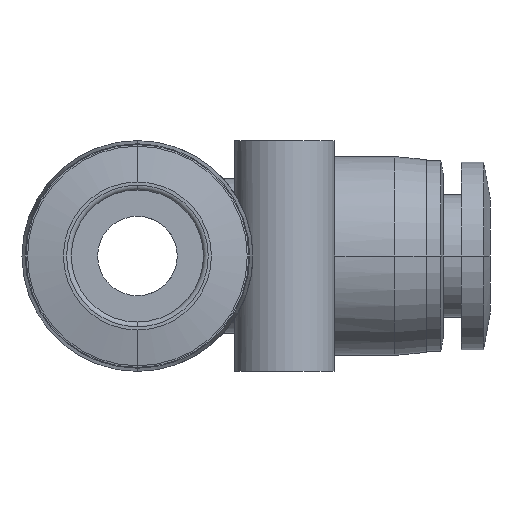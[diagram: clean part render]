
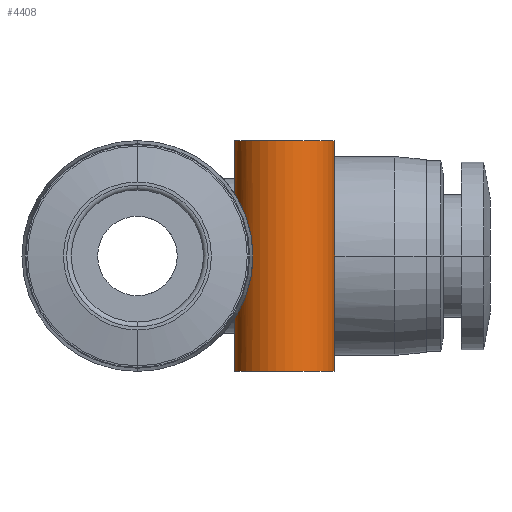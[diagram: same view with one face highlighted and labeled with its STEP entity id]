
A CAD part, front view. The second image highlights one B-rep face of the part: STEP entity #4408.
In plain terms, the highlighted cylindrical face has radius 3.15 mm (diameter 6.3 mm), a partial arc.
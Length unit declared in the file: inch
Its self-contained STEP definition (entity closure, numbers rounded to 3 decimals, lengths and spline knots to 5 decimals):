
#30 = ORIENTED_EDGE ( 'NONE', *, *, #575, .F. ) ;
#31 = DIRECTION ( 'NONE',  ( 1., 0., 0. ) ) ;
#156 = CARTESIAN_POINT ( 'NONE',  ( 0.26171, -0.87916, 0.11416 ) ) ;
#183 = CARTESIAN_POINT ( 'NONE',  ( 0.27032, -0.89024, 0.092 ) ) ;
#383 = CARTESIAN_POINT ( 'NONE',  ( 0.27287, -0.89305, 0.08415 ) ) ;
#418 = CARTESIAN_POINT ( 'NONE',  ( 0.26471, -0.88326, 0.10708 ) ) ;
#438 = CARTESIAN_POINT ( 'NONE',  ( 0.27731, -0.89762, 0.06814 ) ) ;
#526 = CARTESIAN_POINT ( 'NONE',  ( 0.48819, -0.80906, 0.28543 ) ) ;
#575 = EDGE_CURVE ( 'NONE', #2706, #4337, #3217, .T. ) ;
#601 = DIRECTION ( 'NONE',  ( 0., 0., 1. ) ) ;
#608 = CARTESIAN_POINT ( 'NONE',  ( 0.2792, -0.89941, 0.05994 ) ) ;
#726 = CARTESIAN_POINT ( 'NONE',  ( 0.24016, -0.80906, 0.28543 ) ) ;
#842 = DIRECTION ( 'NONE',  ( 0., 0., 1. ) ) ;
#860 = CARTESIAN_POINT ( 'NONE',  ( 0.28543, -0.90487, 0.01729 ) ) ;
#1120 = CARTESIAN_POINT ( 'NONE',  ( 0.36417, -0.80906, 0.28543 ) ) ;
#1150 = EDGE_CURVE ( 'NONE', #4337, #1508, #2305, .T. ) ;
#1176 = VERTEX_POINT ( 'NONE', #526 ) ;
#1185 = CARTESIAN_POINT ( 'NONE',  ( 0.48819, -0.80906, -0.28543 ) ) ;
#1215 = CARTESIAN_POINT ( 'NONE',  ( 0.24016, -0.80906, -0.28543 ) ) ;
#1239 = CARTESIAN_POINT ( 'NONE',  ( 0.28348, -0.90324, -0.0344 ) ) ;
#1253 = EDGE_CURVE ( 'NONE', #2388, #2706, #2055, .T. ) ;
#1357 = CARTESIAN_POINT ( 'NONE',  ( 0.28543, -0.90487, -0.0086 ) ) ;
#1379 = CARTESIAN_POINT ( 'NONE',  ( 0.28504, -0.90455, -0.01722 ) ) ;
#1382 = ORIENTED_EDGE ( 'NONE', *, *, #1253, .F. ) ;
#1433 = CARTESIAN_POINT ( 'NONE',  ( 0.27765, -0.898, -0.06839 ) ) ;
#1447 = CARTESIAN_POINT ( 'NONE',  ( 0.2823, -0.90223, -0.04303 ) ) ;
#1508 = VERTEX_POINT ( 'NONE', #726 ) ;
#1537 = DIRECTION ( 'NONE',  ( 1., 0., 0. ) ) ;
#1685 = CARTESIAN_POINT ( 'NONE',  ( 0.27309, -0.89369, -0.08458 ) ) ;
#1756 = CARTESIAN_POINT ( 'NONE',  ( 0.24016, -0.80906, 0. ) ) ;
#1766 = CARTESIAN_POINT ( 'NONE',  ( 0.24197, -0.83058, -0.15141 ) ) ;
#1819 = CARTESIAN_POINT ( 'NONE',  ( 0.26467, -0.88321, -0.10717 ) ) ;
#2017 = DIRECTION ( 'NONE',  ( 0., 0., 1. ) ) ;
#2044 = VECTOR ( 'NONE', #601, 39.37008 ) ;
#2055 = LINE ( 'NONE', #4645, #2044 ) ;
#2118 = CARTESIAN_POINT ( 'NONE',  ( 0.26168, -0.87912, -0.11422 ) ) ;
#2181 = AXIS2_PLACEMENT_3D ( 'NONE', #1120, #3958, #1537 ) ;
#2256 = VECTOR ( 'NONE', #4175, 39.37008 ) ;
#2305 = LINE ( 'NONE', #1756, #2256 ) ;
#2388 = VERTEX_POINT ( 'NONE', #1215 ) ;
#2420 = CIRCLE ( 'NONE', #2181, 0.12402 ) ;
#2456 = CARTESIAN_POINT ( 'NONE',  ( 0.25561, -0.86929, -0.12722 ) ) ;
#2512 = CARTESIAN_POINT ( 'NONE',  ( 0.36417, -0.80906, 0. ) ) ;
#2519 = CARTESIAN_POINT ( 'NONE',  ( 0.24016, -0.80906, 0.15426 ) ) ;
#2549 = CARTESIAN_POINT ( 'NONE',  ( 0.25251, -0.86349, -0.1332 ) ) ;
#2602 = ORIENTED_EDGE ( 'NONE', *, *, #5074, .T. ) ;
#2706 = VERTEX_POINT ( 'NONE', #3055 ) ;
#2904 = ORIENTED_EDGE ( 'NONE', *, *, #4988, .T. ) ;
#2974 = CARTESIAN_POINT ( 'NONE',  ( 0.28381, -0.9036, 0.03485 ) ) ;
#3006 = CARTESIAN_POINT ( 'NONE',  ( 0.24699, -0.85027, -0.14318 ) ) ;
#3055 = CARTESIAN_POINT ( 'NONE',  ( 0.24016, -0.80906, -0.15426 ) ) ;
#3217 = B_SPLINE_CURVE_WITH_KNOTS ( 'NONE', 3,
 ( #5223, #4893, #4432, #4261, #1766, #3714, #3006, #2549, #2456, #2118, #1819, #1685, #1433, #1447, #1239, #1379, #1357, #860, #2974, #608, #438, #383, #183, #418, #156, #5212, #5029, #5015, #4998, #4972, #4946, #4873, #4859, #4845 ),
 .UNSPECIFIED., .F., .F.,
 ( 4, 2, 2, 2, 2, 2, 2, 2, 2, 2, 2, 2, 2, 2, 2, 2, 4 ),
 ( 0.00072, 0.00105, 0.00138, 0.00204, 0.00271, 0.00337, 0.00469, 0.00536, 0.00602, 0.00735, 0.00801, 0.00867, 0.00933, 0.01, 0.01066, 0.01099, 0.01132 ),
 .UNSPECIFIED. ) ;
#3290 = AXIS2_PLACEMENT_3D ( 'NONE', #2512, #842, #31 ) ;
#3471 = ORIENTED_EDGE ( 'NONE', *, *, #4951, .T. ) ;
#3483 = ORIENTED_EDGE ( 'NONE', *, *, #1150, .F. ) ;
#3500 = VECTOR ( 'NONE', #5087, 39.37008 ) ;
#3714 = CARTESIAN_POINT ( 'NONE',  ( 0.24453, -0.84274, -0.14726 ) ) ;
#3958 = DIRECTION ( 'NONE',  ( 0., 0., -1. ) ) ;
#4052 = AXIS2_PLACEMENT_3D ( 'NONE', #4417, #2017, #4829 ) ;
#4175 = DIRECTION ( 'NONE',  ( 0., 0., 1. ) ) ;
#4261 = CARTESIAN_POINT ( 'NONE',  ( 0.24129, -0.82632, -0.15249 ) ) ;
#4297 = CARTESIAN_POINT ( 'NONE',  ( 0.48819, -0.80906, 0. ) ) ;
#4337 = VERTEX_POINT ( 'NONE', #2519 ) ;
#4408 = ADVANCED_FACE ( 'NONE', ( #4570 ), #4430, .T. ) ;
#4417 = CARTESIAN_POINT ( 'NONE',  ( 0.36417, -0.80906, -0.28543 ) ) ;
#4430 = CYLINDRICAL_SURFACE ( 'NONE', #3290, 0.12402 ) ;
#4432 = CARTESIAN_POINT ( 'NONE',  ( 0.24039, -0.81775, -0.1539 ) ) ;
#4570 = FACE_OUTER_BOUND ( 'NONE', #4939, .T. ) ;
#4645 = CARTESIAN_POINT ( 'NONE',  ( 0.24016, -0.80906, 0. ) ) ;
#4741 = CIRCLE ( 'NONE', #4052, 0.12402 ) ;
#4829 = DIRECTION ( 'NONE',  ( 1., 0., 0. ) ) ;
#4845 = CARTESIAN_POINT ( 'NONE',  ( 0.24016, -0.80906, 0.15426 ) ) ;
#4859 = CARTESIAN_POINT ( 'NONE',  ( 0.24016, -0.81341, 0.15426 ) ) ;
#4873 = CARTESIAN_POINT ( 'NONE',  ( 0.24039, -0.81775, 0.15391 ) ) ;
#4893 = CARTESIAN_POINT ( 'NONE',  ( 0.24016, -0.81343, -0.15426 ) ) ;
#4933 = LINE ( 'NONE', #4297, #3500 ) ;
#4939 = EDGE_LOOP ( 'NONE', ( #1382, #2602, #3471, #2904, #3483, #30 ) ) ;
#4946 = CARTESIAN_POINT ( 'NONE',  ( 0.24129, -0.82636, 0.15248 ) ) ;
#4951 = EDGE_CURVE ( 'NONE', #5079, #1176, #4933, .T. ) ;
#4972 = CARTESIAN_POINT ( 'NONE',  ( 0.24198, -0.83061, 0.1514 ) ) ;
#4988 = EDGE_CURVE ( 'NONE', #1176, #1508, #2420, .T. ) ;
#4998 = CARTESIAN_POINT ( 'NONE',  ( 0.24454, -0.84275, 0.14726 ) ) ;
#5015 = CARTESIAN_POINT ( 'NONE',  ( 0.247, -0.85032, 0.14315 ) ) ;
#5029 = CARTESIAN_POINT ( 'NONE',  ( 0.25252, -0.8635, 0.13319 ) ) ;
#5074 = EDGE_CURVE ( 'NONE', #2388, #5079, #4741, .T. ) ;
#5079 = VERTEX_POINT ( 'NONE', #1185 ) ;
#5087 = DIRECTION ( 'NONE',  ( 0., 0., 1. ) ) ;
#5212 = CARTESIAN_POINT ( 'NONE',  ( 0.25561, -0.86929, 0.12722 ) ) ;
#5223 = CARTESIAN_POINT ( 'NONE',  ( 0.24016, -0.80906, -0.15426 ) ) ;
